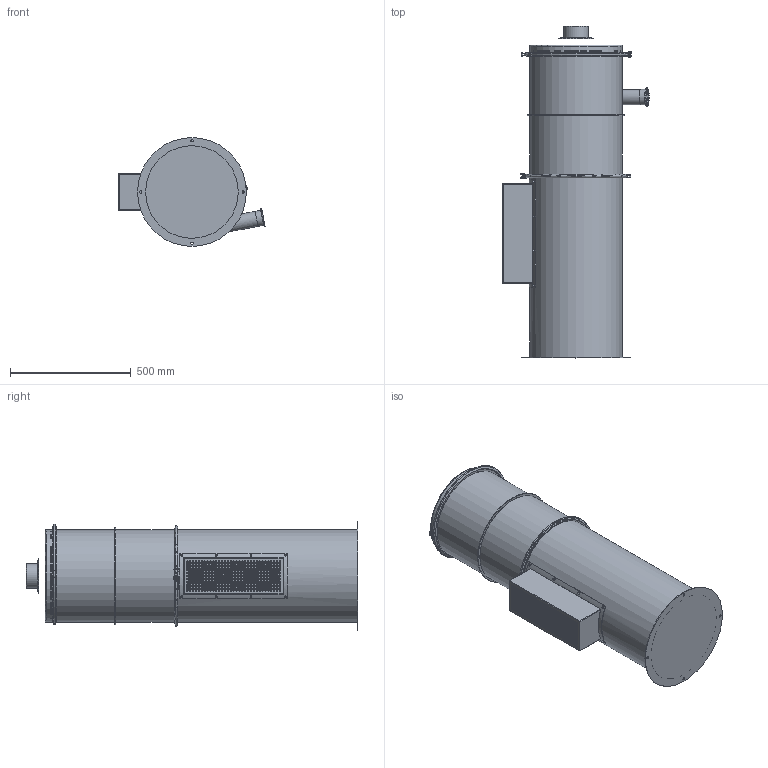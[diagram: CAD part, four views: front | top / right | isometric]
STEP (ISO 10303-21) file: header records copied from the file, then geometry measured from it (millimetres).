
FILE_DESCRIPTION(/* description */ (''),/* implementation_level */ '2;1');
FILE_NAME(/* name */ 'tm66tc0sbr2.stp',/* time_stamp */ '2022-04-25T09:08:09+02:00',/* author */ ('enginyeria'),/* organization */ (''),/* preprocessor_version */ 'ST-DEVELOPER v17.2',/* originating_system */ 'Autodesk Inventor 2019',/* authorisation */ '');
FILE_SCHEMA (('AUTOMOTIVE_DESIGN { 1 0 10303 214 3 1 1 }'));
Products named in the file (1): Pieza1
Bounding box: 605.67 x 1373.5 x 450 mm (x, y, z)
Volume: 96595094.8 mm3; surface area: 3512084.1 mm2
Topology: 16 solids, 34 shells, 2045 faces, 3963 edges, 2666 vertices
Faces by surface type: plane 939, cylinder 880, cone 163, torus 31, sphere 20, bspline 12
Full cylindrical faces by diameter (mm): 3 x14, 3.5 x4, 3.688 x18, 4 x20, 4.5 x2, 6 x683, 10 x4, 12 x2, 59 x1, 60 x1, 60.5 x1, 63 x2, 63.5 x1, 65 x1, 77.5 x1, 84.926 x1, 100 x1, 380 x2, 381.773 x1, 383 x4, 403 x3, 450 x1
Entity records: 56847 total; most frequent: CARTESIAN_POINT 12352, DIRECTION 10083, ORIENTED_EDGE 7902, AXIS2_PLACEMENT_3D 4324, EDGE_CURVE 3951, EDGE_LOOP 2837, VERTEX_POINT 2666, CIRCLE 2251
